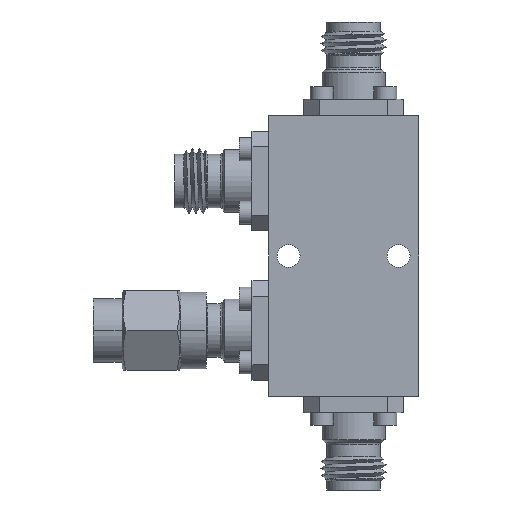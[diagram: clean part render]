
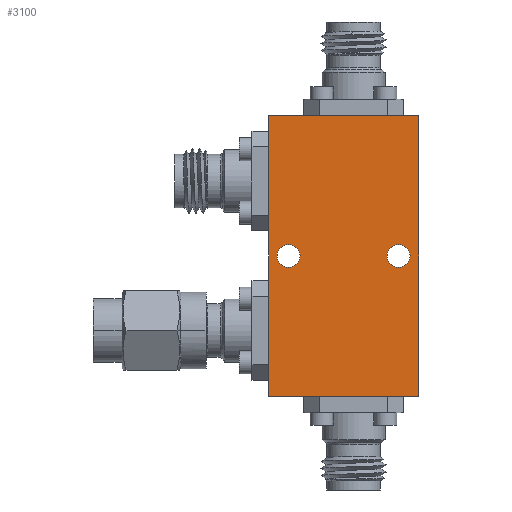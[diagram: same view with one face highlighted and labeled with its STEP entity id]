
A CAD part, left-side view. The second image highlights one B-rep face of the part: STEP entity #3100.
In plain terms, the highlighted planar face has unit normal (-1, 0, 0).
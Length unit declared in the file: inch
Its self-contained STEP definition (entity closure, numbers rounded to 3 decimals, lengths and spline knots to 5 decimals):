
#417 = CIRCLE ( 'NONE', #17121, 0.04528 ) ;
#613 = VERTEX_POINT ( 'NONE', #3731 ) ;
#669 = DIRECTION ( 'NONE',  ( 0., 0., 1. ) ) ;
#733 = AXIS2_PLACEMENT_3D ( 'NONE', #12370, #6069, #3253 ) ;
#783 = EDGE_CURVE ( 'NONE', #6630, #8257, #9440, .T. ) ;
#862 = CARTESIAN_POINT ( 'NONE',  ( -1.55203, 0.36126, 1.04628 ) ) ;
#1208 = CARTESIAN_POINT ( 'NONE',  ( -1.55203, 0.28252, 1.55218 ) ) ;
#1256 = DIRECTION ( 'NONE',  ( 1., 0., 0. ) ) ;
#1392 = DIRECTION ( 'NONE',  ( 0., 0., 1. ) ) ;
#1498 = EDGE_CURVE ( 'NONE', #15352, #5963, #3458, .T. ) ;
#1806 = LINE ( 'NONE', #3314, #9278 ) ;
#2167 = DIRECTION ( 'NONE',  ( 1., 0., 0. ) ) ;
#2255 = CARTESIAN_POINT ( 'NONE',  ( -1.55203, 0.28252, 0.44982 ) ) ;
#2379 = EDGE_CURVE ( 'NONE', #613, #17410, #417, .T. ) ;
#2460 = VECTOR ( 'NONE', #7696, 39.37008 ) ;
#2545 = AXIS2_PLACEMENT_3D ( 'NONE', #3948, #1256, #5436 ) ;
#2701 = CARTESIAN_POINT ( 'NONE',  ( -1.55203, 0.36126, 1.001 ) ) ;
#2761 = DIRECTION ( 'NONE',  ( 0., 0., -1. ) ) ;
#3100 = ADVANCED_FACE ( 'NONE', ( #7482, #4718, #12171 ), #11420, .T. ) ;
#3253 = DIRECTION ( 'NONE',  ( 0., 0., 1. ) ) ;
#3282 = ORIENTED_EDGE ( 'NONE', *, *, #2379, .T. ) ;
#3314 = CARTESIAN_POINT ( 'NONE',  ( -1.55203, 0.28252, 0.44982 ) ) ;
#3458 = LINE ( 'NONE', #15049, #11561 ) ;
#3731 = CARTESIAN_POINT ( 'NONE',  ( -1.55203, 0.79433, 0.95572 ) ) ;
#3870 = ORIENTED_EDGE ( 'NONE', *, *, #5265, .F. ) ;
#3948 = CARTESIAN_POINT ( 'NONE',  ( -1.55203, 0.36126, 1.001 ) ) ;
#4718 = FACE_BOUND ( 'NONE', #8815, .T. ) ;
#4805 = AXIS2_PLACEMENT_3D ( 'NONE', #2701, #9313, #2761 ) ;
#5261 = CARTESIAN_POINT ( 'NONE',  ( -1.55203, 0.87307, 1.55218 ) ) ;
#5265 = EDGE_CURVE ( 'NONE', #5963, #10373, #17276, .T. ) ;
#5436 = DIRECTION ( 'NONE',  ( 0., 0., -1. ) ) ;
#5963 = VERTEX_POINT ( 'NONE', #5261 ) ;
#6069 = DIRECTION ( 'NONE',  ( -1., 0., 0. ) ) ;
#6263 = DIRECTION ( 'NONE',  ( 1., 0., 0. ) ) ;
#6630 = VERTEX_POINT ( 'NONE', #862 ) ;
#6748 = EDGE_CURVE ( 'NONE', #8257, #6630, #12749, .T. ) ;
#7161 = EDGE_LOOP ( 'NONE', ( #3870, #12336, #12198, #17021 ) ) ;
#7482 = FACE_BOUND ( 'NONE', #13754, .T. ) ;
#7696 = DIRECTION ( 'NONE',  ( 0., -1., 0. ) ) ;
#8257 = VERTEX_POINT ( 'NONE', #9441 ) ;
#8540 = CIRCLE ( 'NONE', #9372, 0.04528 ) ;
#8815 = EDGE_LOOP ( 'NONE', ( #3282, #16151 ) ) ;
#9137 = ORIENTED_EDGE ( 'NONE', *, *, #783, .T. ) ;
#9278 = VECTOR ( 'NONE', #669, 39.37008 ) ;
#9313 = DIRECTION ( 'NONE',  ( 1., 0., 0. ) ) ;
#9372 = AXIS2_PLACEMENT_3D ( 'NONE', #11783, #2167, #17199 ) ;
#9440 = CIRCLE ( 'NONE', #2545, 0.04528 ) ;
#9441 = CARTESIAN_POINT ( 'NONE',  ( -1.55203, 0.36126, 0.95572 ) ) ;
#10373 = VERTEX_POINT ( 'NONE', #14027 ) ;
#10669 = VERTEX_POINT ( 'NONE', #11156 ) ;
#11156 = CARTESIAN_POINT ( 'NONE',  ( -1.55203, 0.28252, 0.44982 ) ) ;
#11240 = CARTESIAN_POINT ( 'NONE',  ( -1.55203, 0.79433, 1.04628 ) ) ;
#11420 = PLANE ( 'NONE',  #733 ) ;
#11432 = DIRECTION ( 'NONE',  ( 0., 0., -1. ) ) ;
#11561 = VECTOR ( 'NONE', #1392, 39.37008 ) ;
#11783 = CARTESIAN_POINT ( 'NONE',  ( -1.55203, 0.79433, 1.001 ) ) ;
#12171 = FACE_OUTER_BOUND ( 'NONE', #7161, .T. ) ;
#12198 = ORIENTED_EDGE ( 'NONE', *, *, #13610, .T. ) ;
#12336 = ORIENTED_EDGE ( 'NONE', *, *, #1498, .F. ) ;
#12370 = CARTESIAN_POINT ( 'NONE',  ( -1.55203, 0.28252, 0.44982 ) ) ;
#12749 = CIRCLE ( 'NONE', #4805, 0.04528 ) ;
#13418 = ORIENTED_EDGE ( 'NONE', *, *, #6748, .T. ) ;
#13610 = EDGE_CURVE ( 'NONE', #15352, #10669, #13820, .T. ) ;
#13754 = EDGE_LOOP ( 'NONE', ( #13418, #9137 ) ) ;
#13820 = LINE ( 'NONE', #2255, #2460 ) ;
#13845 = VECTOR ( 'NONE', #17418, 39.37008 ) ;
#14027 = CARTESIAN_POINT ( 'NONE',  ( -1.55203, 0.28252, 1.55218 ) ) ;
#14204 = EDGE_CURVE ( 'NONE', #10669, #10373, #1806, .T. ) ;
#15049 = CARTESIAN_POINT ( 'NONE',  ( -1.55203, 0.87307, 0.44982 ) ) ;
#15352 = VERTEX_POINT ( 'NONE', #17695 ) ;
#15717 = CARTESIAN_POINT ( 'NONE',  ( -1.55203, 0.79433, 1.001 ) ) ;
#16151 = ORIENTED_EDGE ( 'NONE', *, *, #17578, .T. ) ;
#17021 = ORIENTED_EDGE ( 'NONE', *, *, #14204, .T. ) ;
#17121 = AXIS2_PLACEMENT_3D ( 'NONE', #15717, #6263, #11432 ) ;
#17199 = DIRECTION ( 'NONE',  ( 0., 0., -1. ) ) ;
#17276 = LINE ( 'NONE', #1208, #13845 ) ;
#17410 = VERTEX_POINT ( 'NONE', #11240 ) ;
#17418 = DIRECTION ( 'NONE',  ( 0., -1., 0. ) ) ;
#17578 = EDGE_CURVE ( 'NONE', #17410, #613, #8540, .T. ) ;
#17695 = CARTESIAN_POINT ( 'NONE',  ( -1.55203, 0.87307, 0.44982 ) ) ;
